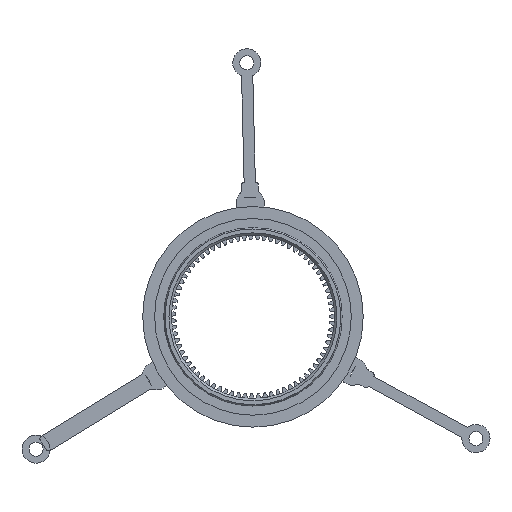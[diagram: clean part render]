
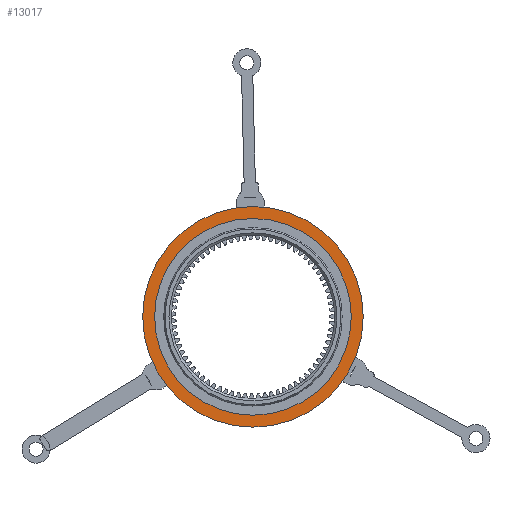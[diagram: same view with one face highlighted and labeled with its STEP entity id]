
A CAD part, front view. The second image highlights one B-rep face of the part: STEP entity #13017.
In plain terms, the highlighted planar face has unit normal (0, -1, 0).
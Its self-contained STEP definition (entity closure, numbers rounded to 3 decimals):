
#491=FACE_BOUND('',#1879,.T.);
#519=PLANE('',#14550);
#1174=FACE_OUTER_BOUND('',#1878,.T.);
#1878=EDGE_LOOP('',(#11616));
#1879=EDGE_LOOP('',(#11617));
#4360=CIRCLE('',#14547,35.);
#4362=CIRCLE('',#14551,39.25);
#5711=VERTEX_POINT('',#24327);
#5713=VERTEX_POINT('',#24335);
#7699=EDGE_CURVE('',#5711,#5711,#4360,.T.);
#7703=EDGE_CURVE('',#5713,#5713,#4362,.T.);
#11616=ORIENTED_EDGE('',*,*,#7703,.T.);
#11617=ORIENTED_EDGE('',*,*,#7699,.T.);
#13017=ADVANCED_FACE('',(#1174,#491),#519,.F.);
#14547=AXIS2_PLACEMENT_3D('',#24328,#18231,#18232);
#14550=AXIS2_PLACEMENT_3D('',#24334,#18239,#18240);
#14551=AXIS2_PLACEMENT_3D('',#24336,#18241,#18242);
#18231=DIRECTION('center_axis',(0.,1.,0.));
#18232=DIRECTION('ref_axis',(0.,0.,-1.));
#18239=DIRECTION('center_axis',(0.,1.,0.));
#18240=DIRECTION('ref_axis',(1.,0.,0.));
#18241=DIRECTION('center_axis',(0.,-1.,0.));
#18242=DIRECTION('ref_axis',(-1.,0.,0.));
#24327=CARTESIAN_POINT('',(0.,-0.8,-35.));
#24328=CARTESIAN_POINT('Origin',(0.,-0.8,0.));
#24334=CARTESIAN_POINT('Origin',(0.,-0.8,0.));
#24335=CARTESIAN_POINT('',(-39.25,-0.8,0.));
#24336=CARTESIAN_POINT('Origin',(0.,-0.8,0.));
